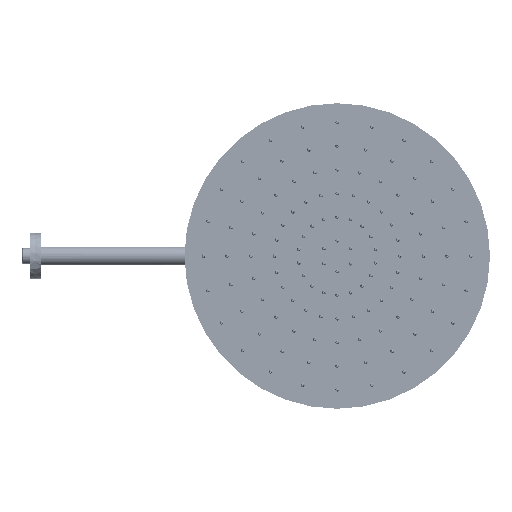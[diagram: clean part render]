
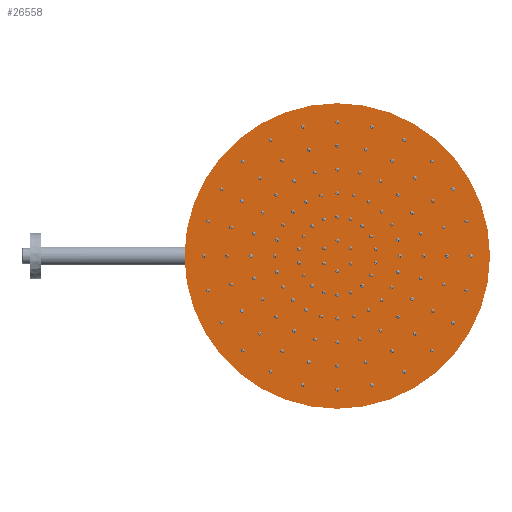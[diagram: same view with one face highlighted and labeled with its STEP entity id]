
A CAD part, front view. The second image highlights one B-rep face of the part: STEP entity #26558.
In plain terms, the highlighted planar face has unit normal (0, -1, 0).
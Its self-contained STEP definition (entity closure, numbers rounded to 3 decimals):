
#10020 = DIRECTION ( 'NONE',  ( 1., 0., 0. ) ) ;
#13723 = EDGE_CURVE ( 'NONE', #102127, #165263, #138528, .T. ) ;
#13976 = DIRECTION ( 'NONE',  ( 1., 0., 0. ) ) ;
#26558 = ADVANCED_FACE ( 'NONE', ( #134566 ), #48284, .F. ) ;
#48284 = PLANE ( 'NONE',  #177119 ) ;
#51933 = DIRECTION ( 'NONE',  ( 0., -1., 0. ) ) ;
#102127 = VERTEX_POINT ( 'NONE', #160263 ) ;
#105853 = DIRECTION ( 'NONE',  ( 0., -1., 0. ) ) ;
#109241 = CARTESIAN_POINT ( 'NONE',  ( 412.75, -68.924, 0. ) ) ;
#114161 = DIRECTION ( 'NONE',  ( -1., 0., 0. ) ) ;
#126014 = EDGE_LOOP ( 'NONE', ( #160766, #146740 ) ) ;
#134543 = CIRCLE ( 'NONE', #150915, 200. ) ;
#134566 = FACE_OUTER_BOUND ( 'NONE', #126014, .T. ) ;
#138528 = CIRCLE ( 'NONE', #195925, 200. ) ;
#146740 = ORIENTED_EDGE ( 'NONE', *, *, #182548, .T. ) ;
#146795 = CARTESIAN_POINT ( 'NONE',  ( 412.75, -68.924, 0. ) ) ;
#150915 = AXIS2_PLACEMENT_3D ( 'NONE', #146795, #51933, #10020 ) ;
#152714 = CARTESIAN_POINT ( 'NONE',  ( 412.75, -68.924, 0. ) ) ;
#160263 = CARTESIAN_POINT ( 'NONE',  ( 612.75, -68.924, 0. ) ) ;
#160766 = ORIENTED_EDGE ( 'NONE', *, *, #13723, .T. ) ;
#165263 = VERTEX_POINT ( 'NONE', #192574 ) ;
#177119 = AXIS2_PLACEMENT_3D ( 'NONE', #109241, #186049, #114161 ) ;
#182548 = EDGE_CURVE ( 'NONE', #165263, #102127, #134543, .T. ) ;
#186049 = DIRECTION ( 'NONE',  ( 0., 1., 0. ) ) ;
#192574 = CARTESIAN_POINT ( 'NONE',  ( 212.75, -68.924, 0. ) ) ;
#195925 = AXIS2_PLACEMENT_3D ( 'NONE', #152714, #105853, #13976 ) ;
